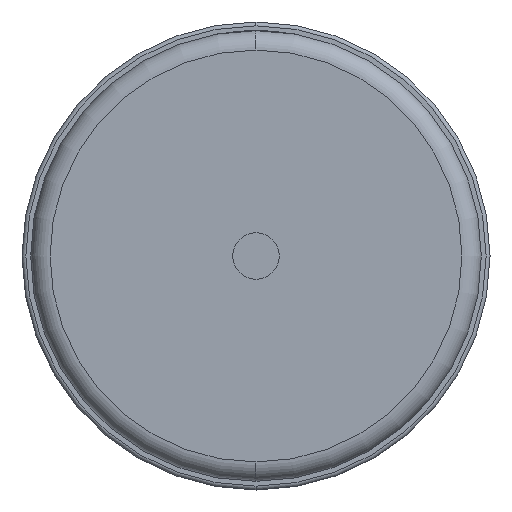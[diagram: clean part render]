
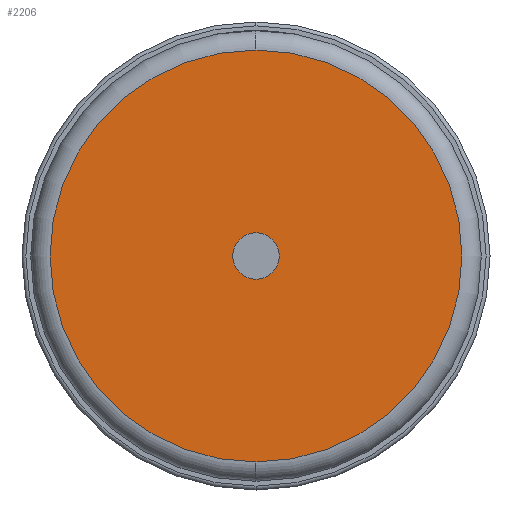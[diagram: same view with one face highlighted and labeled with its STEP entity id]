
A CAD part, left-side view. The second image highlights one B-rep face of the part: STEP entity #2206.
In plain terms, the highlighted planar face has unit normal (-1, 0, 0).
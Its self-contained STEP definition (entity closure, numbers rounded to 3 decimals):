
#140 = DIRECTION ( 'NONE',  ( 0., 0., -1. ) ) ;
#362 = CARTESIAN_POINT ( 'NONE',  ( 0., 0., 6. ) ) ;
#427 = ORIENTED_EDGE ( 'NONE', *, *, #832, .F. ) ;
#832 = EDGE_CURVE ( 'NONE', #3565, #2121, #2816, .T. ) ;
#904 = CIRCLE ( 'NONE', #3545, 6. ) ;
#971 = ORIENTED_EDGE ( 'NONE', *, *, #2442, .T. ) ;
#1089 = CARTESIAN_POINT ( 'NONE',  ( 0., 0., 0. ) ) ;
#1569 = AXIS2_PLACEMENT_3D ( 'NONE', #2373, #4688, #1935 ) ;
#1643 = AXIS2_PLACEMENT_3D ( 'NONE', #3305, #4254, #2685 ) ;
#1935 = DIRECTION ( 'NONE',  ( 0., 0., -1. ) ) ;
#2001 = EDGE_CURVE ( 'NONE', #2121, #3565, #904, .T. ) ;
#2050 = EDGE_LOOP ( 'NONE', ( #4914, #427 ) ) ;
#2121 = VERTEX_POINT ( 'NONE', #3835 ) ;
#2128 = VERTEX_POINT ( 'NONE', #2220 ) ;
#2141 = EDGE_CURVE ( 'NONE', #2128, #3200, #2444, .T. ) ;
#2206 = ADVANCED_FACE ( 'NONE', ( #4400, #2562 ), #2747, .F. ) ;
#2220 = CARTESIAN_POINT ( 'NONE',  ( 0., 0., 53.25 ) ) ;
#2243 = AXIS2_PLACEMENT_3D ( 'NONE', #2587, #3392, #4598 ) ;
#2373 = CARTESIAN_POINT ( 'NONE',  ( 0., 0., 0. ) ) ;
#2442 = EDGE_CURVE ( 'NONE', #3200, #2128, #2496, .T. ) ;
#2444 = CIRCLE ( 'NONE', #2683, 53.25 ) ;
#2496 = CIRCLE ( 'NONE', #2243, 53.25 ) ;
#2562 = FACE_BOUND ( 'NONE', #2050, .T. ) ;
#2587 = CARTESIAN_POINT ( 'NONE',  ( 0., 0., 0. ) ) ;
#2645 = EDGE_LOOP ( 'NONE', ( #971, #3685 ) ) ;
#2662 = CARTESIAN_POINT ( 'NONE',  ( 0., 0., -53.25 ) ) ;
#2683 = AXIS2_PLACEMENT_3D ( 'NONE', #1089, #3006, #4190 ) ;
#2685 = DIRECTION ( 'NONE',  ( 0., 0., -1. ) ) ;
#2747 = PLANE ( 'NONE',  #1643 ) ;
#2816 = CIRCLE ( 'NONE', #1569, 6. ) ;
#3006 = DIRECTION ( 'NONE',  ( -1., 0., 0. ) ) ;
#3200 = VERTEX_POINT ( 'NONE', #2662 ) ;
#3305 = CARTESIAN_POINT ( 'NONE',  ( 0., 0., 0. ) ) ;
#3392 = DIRECTION ( 'NONE',  ( -1., 0., 0. ) ) ;
#3545 = AXIS2_PLACEMENT_3D ( 'NONE', #4445, #4856, #140 ) ;
#3565 = VERTEX_POINT ( 'NONE', #362 ) ;
#3685 = ORIENTED_EDGE ( 'NONE', *, *, #2141, .T. ) ;
#3835 = CARTESIAN_POINT ( 'NONE',  ( 0., 0., -6. ) ) ;
#4190 = DIRECTION ( 'NONE',  ( 0., 0., -1. ) ) ;
#4254 = DIRECTION ( 'NONE',  ( 1., 0., 0. ) ) ;
#4400 = FACE_OUTER_BOUND ( 'NONE', #2645, .T. ) ;
#4445 = CARTESIAN_POINT ( 'NONE',  ( 0., 0., 0. ) ) ;
#4598 = DIRECTION ( 'NONE',  ( 0., 0., -1. ) ) ;
#4688 = DIRECTION ( 'NONE',  ( -1., 0., 0. ) ) ;
#4856 = DIRECTION ( 'NONE',  ( -1., 0., 0. ) ) ;
#4914 = ORIENTED_EDGE ( 'NONE', *, *, #2001, .F. ) ;
